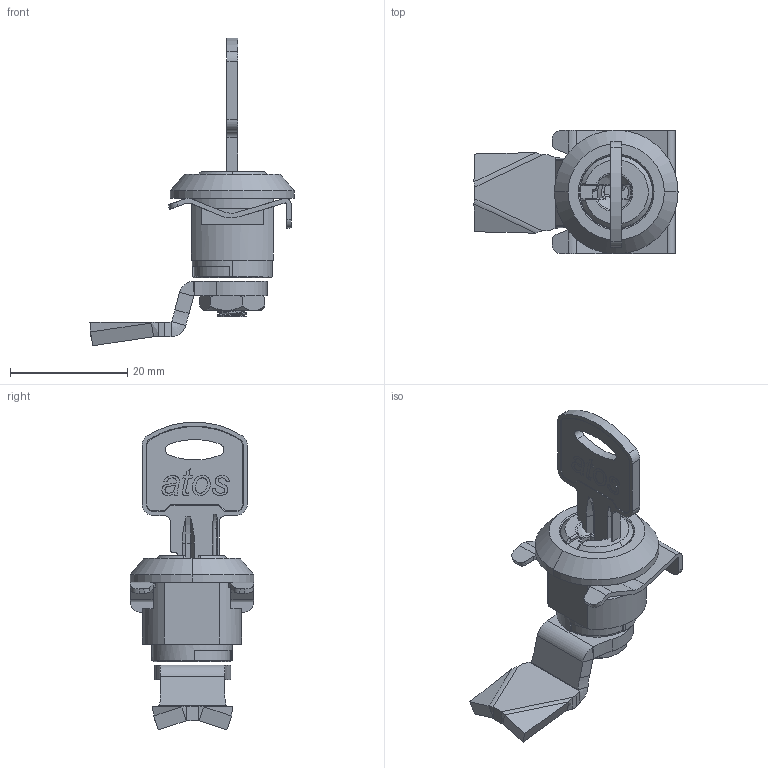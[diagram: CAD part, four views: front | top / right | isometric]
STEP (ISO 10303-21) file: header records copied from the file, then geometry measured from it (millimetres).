
FILE_DESCRIPTION (( 'STEP AP203' ), '1' );
FILE_NAME ('KM57.K.1.2.01.3014.1.STEP', '2022-08-31T11:52:40', ( '' ), ( '' ), 'SwSTEP 2.0', 'SolidWorks 2021', '' );
FILE_SCHEMA (( 'CONFIG_CONTROL_DESIGN' ));
Length unit declared in the file: millimetre
Products named in the file (1): KM57.K.1.2.01.3014.1
Bounding box: 34.84 x 21.11 x 52.49 mm (x, y, z)
Surface area: 5097.6 mm2 (no closed solid volume)
Topology: 0 solids, 7 shells, 377 faces, 1169 edges, 803 vertices
Faces by surface type: plane 138, bspline 119, cylinder 91, cone 29
Entity records: 18504 total; most frequent: CARTESIAN_POINT 9200, ORIENTED_EDGE 2093, DIRECTION 1498, EDGE_CURVE 1168, VERTEX_POINT 803, VECTOR 560, LINE 560, AXIS2_PLACEMENT_3D 469
